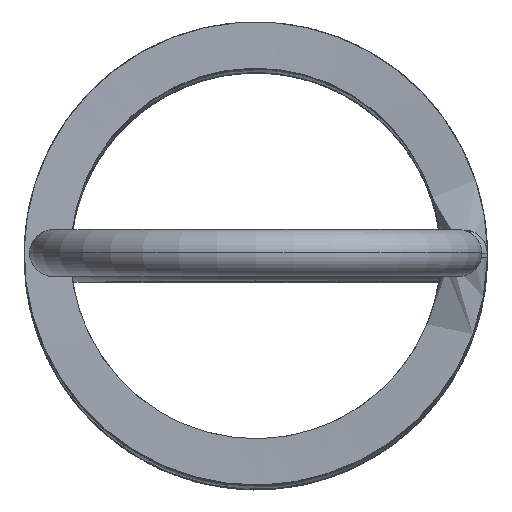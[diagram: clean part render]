
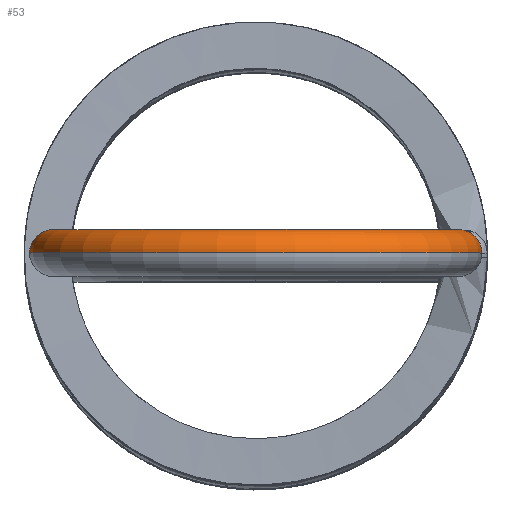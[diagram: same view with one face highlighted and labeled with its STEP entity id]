
A CAD part, top view. The second image highlights one B-rep face of the part: STEP entity #53.
In plain terms, the highlighted toroidal (fillet/blend) face has major radius 2.189 mm and minor radius 0.252 mm.
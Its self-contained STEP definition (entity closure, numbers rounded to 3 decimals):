
#53=ADVANCED_FACE('',(#100),#101,.T.);
#100=FACE_OUTER_BOUND('',#5856,.T.);
#101=TOROIDAL_SURFACE('',#5857,2.189,0.252);
#5856=EDGE_LOOP('',(#17322,#17323,#17324,#17325));
#5857=AXIS2_PLACEMENT_3D('',#17326,#17327,#17328);
#17322=ORIENTED_EDGE('',*,*,#17631,.F.);
#17323=ORIENTED_EDGE('',*,*,#17630,.F.);
#17324=ORIENTED_EDGE('',*,*,#17632,.F.);
#17325=ORIENTED_EDGE('',*,*,#17623,.F.);
#17326=CARTESIAN_POINT('',(0.,0.,38.063));
#17327=DIRECTION('',(0.,-1.0,0.));
#17328=DIRECTION('',(1.0,0.,0.));
#17623=EDGE_CURVE('',#17760,#17763,#17764,.T.);
#17630=EDGE_CURVE('',#17775,#17771,#17777,.T.);
#17631=EDGE_CURVE('',#17771,#17760,#17778,.T.);
#17632=EDGE_CURVE('',#17763,#17775,#17779,.T.);
#17760=VERTEX_POINT('',#19299);
#17763=VERTEX_POINT('',#19302);
#17764=CIRCLE('',#19303,0.252);
#17771=VERTEX_POINT('',#19310);
#17775=VERTEX_POINT('',#19314);
#17777=CIRCLE('',#19316,0.252);
#17778=CIRCLE('',#19317,2.441);
#17779=CIRCLE('',#19318,1.937);
#19299=CARTESIAN_POINT('',(-2.441,0.,38.063));
#19302=CARTESIAN_POINT('',(-1.937,0.,38.063));
#19303=AXIS2_PLACEMENT_3D('',#20876,#20877,#20878);
#19310=CARTESIAN_POINT('',(2.441,0.,38.063));
#19314=CARTESIAN_POINT('',(1.937,0.,38.063));
#19316=AXIS2_PLACEMENT_3D('',#20897,#20898,#20899);
#19317=AXIS2_PLACEMENT_3D('',#20900,#20901,#20902);
#19318=AXIS2_PLACEMENT_3D('',#20903,#20904,#20905);
#20876=CARTESIAN_POINT('',(-2.189,0.,38.063));
#20877=DIRECTION('',(0.,0.,-1.0));
#20878=DIRECTION('',(-1.0,0.,0.0));
#20897=CARTESIAN_POINT('',(2.189,0.,38.063));
#20898=DIRECTION('',(0.,0.,-1.0));
#20899=DIRECTION('',(1.0,0.,0.0));
#20900=CARTESIAN_POINT('',(0.,0.,38.063));
#20901=DIRECTION('',(0.,-1.0,0.));
#20902=DIRECTION('',(0.0,0.,-1.0));
#20903=CARTESIAN_POINT('',(0.,0.,38.063));
#20904=DIRECTION('',(0.,1.0,0.));
#20905=DIRECTION('',(0.0,0.,-1.0));
